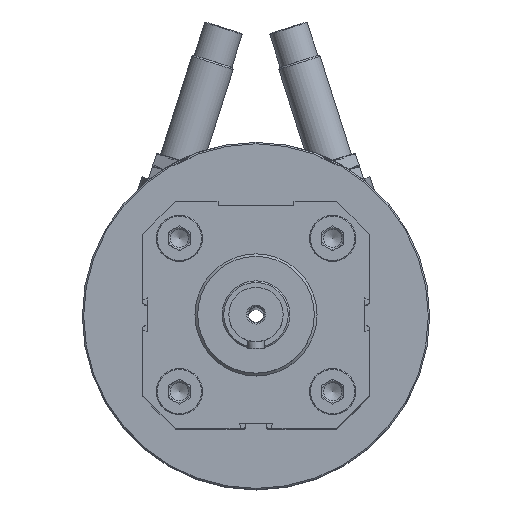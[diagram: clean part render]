
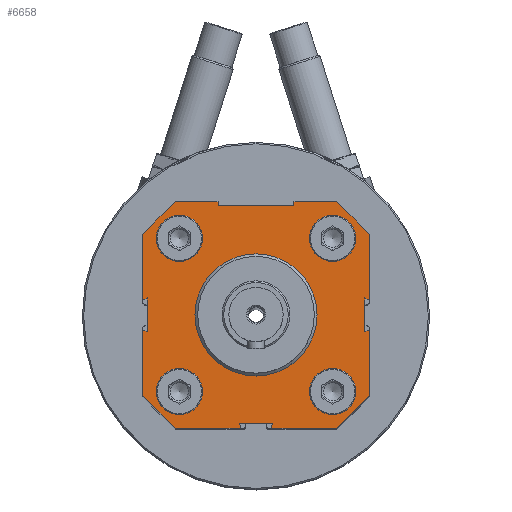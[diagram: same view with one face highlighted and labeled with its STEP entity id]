
A CAD part, top view. The second image highlights one B-rep face of the part: STEP entity #6658.
In plain terms, the highlighted face is planar.
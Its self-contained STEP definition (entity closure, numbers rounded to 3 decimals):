
#345=LINE('',#10204,#878);
#346=LINE('',#10207,#879);
#347=LINE('',#10209,#880);
#348=LINE('',#10211,#881);
#349=LINE('',#10213,#882);
#350=LINE('',#10215,#883);
#351=LINE('',#10217,#884);
#352=LINE('',#10219,#885);
#353=LINE('',#10221,#886);
#354=LINE('',#10223,#887);
#355=LINE('',#10225,#888);
#356=LINE('',#10227,#889);
#357=LINE('',#10229,#890);
#358=LINE('',#10231,#891);
#359=LINE('',#10233,#892);
#360=LINE('',#10235,#893);
#361=LINE('',#10237,#894);
#362=LINE('',#10239,#895);
#363=LINE('',#10241,#896);
#364=LINE('',#10243,#897);
#365=LINE('',#10245,#898);
#366=LINE('',#10247,#899);
#367=LINE('',#10249,#900);
#368=LINE('',#10251,#901);
#878=VECTOR('',#8037,1000.);
#879=VECTOR('',#8038,1000.);
#880=VECTOR('',#8039,1000.);
#881=VECTOR('',#8040,1000.);
#882=VECTOR('',#8041,1000.);
#883=VECTOR('',#8042,1000.);
#884=VECTOR('',#8043,1000.);
#885=VECTOR('',#8044,1000.);
#886=VECTOR('',#8045,1000.);
#887=VECTOR('',#8046,1000.);
#888=VECTOR('',#8047,1000.);
#889=VECTOR('',#8048,1000.);
#890=VECTOR('',#8049,1000.);
#891=VECTOR('',#8050,1000.);
#892=VECTOR('',#8051,1000.);
#893=VECTOR('',#8052,1000.);
#894=VECTOR('',#8053,1000.);
#895=VECTOR('',#8054,1000.);
#896=VECTOR('',#8055,1000.);
#897=VECTOR('',#8056,1000.);
#898=VECTOR('',#8057,1000.);
#899=VECTOR('',#8058,1000.);
#900=VECTOR('',#8059,1000.);
#901=VECTOR('',#8060,1000.);
#1411=ORIENTED_EDGE('',*,*,#3261,.F.);
#1412=ORIENTED_EDGE('',*,*,#3262,.F.);
#1413=ORIENTED_EDGE('',*,*,#3263,.F.);
#1414=ORIENTED_EDGE('',*,*,#3264,.F.);
#1415=ORIENTED_EDGE('',*,*,#3265,.F.);
#1416=ORIENTED_EDGE('',*,*,#3266,.F.);
#1417=ORIENTED_EDGE('',*,*,#3267,.F.);
#1418=ORIENTED_EDGE('',*,*,#3268,.F.);
#1419=ORIENTED_EDGE('',*,*,#3269,.F.);
#1420=ORIENTED_EDGE('',*,*,#3270,.F.);
#1421=ORIENTED_EDGE('',*,*,#3271,.F.);
#1422=ORIENTED_EDGE('',*,*,#3272,.F.);
#1423=ORIENTED_EDGE('',*,*,#3273,.F.);
#1424=ORIENTED_EDGE('',*,*,#3274,.F.);
#1425=ORIENTED_EDGE('',*,*,#3275,.F.);
#1426=ORIENTED_EDGE('',*,*,#3276,.F.);
#1427=ORIENTED_EDGE('',*,*,#3277,.F.);
#1428=ORIENTED_EDGE('',*,*,#3278,.F.);
#1429=ORIENTED_EDGE('',*,*,#3279,.F.);
#1430=ORIENTED_EDGE('',*,*,#3280,.F.);
#1431=ORIENTED_EDGE('',*,*,#3281,.F.);
#1432=ORIENTED_EDGE('',*,*,#3282,.F.);
#1433=ORIENTED_EDGE('',*,*,#3283,.F.);
#1434=ORIENTED_EDGE('',*,*,#3284,.F.);
#1435=ORIENTED_EDGE('',*,*,#3285,.F.);
#1436=ORIENTED_EDGE('',*,*,#3286,.F.);
#1437=ORIENTED_EDGE('',*,*,#3287,.F.);
#1438=ORIENTED_EDGE('',*,*,#3288,.F.);
#1439=ORIENTED_EDGE('',*,*,#3289,.F.);
#3261=EDGE_CURVE('',#4186,#4186,#4843,.T.);
#3262=EDGE_CURVE('',#4187,#4187,#4844,.T.);
#3263=EDGE_CURVE('',#4188,#4188,#4845,.F.);
#3264=EDGE_CURVE('',#4189,#4190,#345,.T.);
#3265=EDGE_CURVE('',#4191,#4189,#346,.T.);
#3266=EDGE_CURVE('',#4192,#4191,#347,.T.);
#3267=EDGE_CURVE('',#4193,#4192,#348,.T.);
#3268=EDGE_CURVE('',#4194,#4193,#349,.T.);
#3269=EDGE_CURVE('',#4195,#4194,#350,.T.);
#3270=EDGE_CURVE('',#4196,#4195,#351,.T.);
#3271=EDGE_CURVE('',#4197,#4196,#352,.T.);
#3272=EDGE_CURVE('',#4198,#4197,#353,.T.);
#3273=EDGE_CURVE('',#4199,#4198,#354,.T.);
#3274=EDGE_CURVE('',#4200,#4199,#355,.T.);
#3275=EDGE_CURVE('',#4201,#4200,#356,.T.);
#3276=EDGE_CURVE('',#4202,#4201,#357,.T.);
#3277=EDGE_CURVE('',#4203,#4202,#358,.T.);
#3278=EDGE_CURVE('',#4204,#4203,#359,.T.);
#3279=EDGE_CURVE('',#4205,#4204,#360,.T.);
#3280=EDGE_CURVE('',#4206,#4205,#361,.T.);
#3281=EDGE_CURVE('',#4207,#4206,#362,.T.);
#3282=EDGE_CURVE('',#4208,#4207,#363,.T.);
#3283=EDGE_CURVE('',#4209,#4208,#364,.T.);
#3284=EDGE_CURVE('',#4210,#4209,#365,.T.);
#3285=EDGE_CURVE('',#4211,#4210,#366,.T.);
#3286=EDGE_CURVE('',#4212,#4211,#367,.T.);
#3287=EDGE_CURVE('',#4190,#4212,#368,.T.);
#3288=EDGE_CURVE('',#4213,#4213,#4846,.T.);
#3289=EDGE_CURVE('',#4214,#4214,#4847,.T.);
#4186=VERTEX_POINT('',#10199);
#4187=VERTEX_POINT('',#10201);
#4188=VERTEX_POINT('',#10203);
#4189=VERTEX_POINT('',#10205);
#4190=VERTEX_POINT('',#10206);
#4191=VERTEX_POINT('',#10208);
#4192=VERTEX_POINT('',#10210);
#4193=VERTEX_POINT('',#10212);
#4194=VERTEX_POINT('',#10214);
#4195=VERTEX_POINT('',#10216);
#4196=VERTEX_POINT('',#10218);
#4197=VERTEX_POINT('',#10220);
#4198=VERTEX_POINT('',#10222);
#4199=VERTEX_POINT('',#10224);
#4200=VERTEX_POINT('',#10226);
#4201=VERTEX_POINT('',#10228);
#4202=VERTEX_POINT('',#10230);
#4203=VERTEX_POINT('',#10232);
#4204=VERTEX_POINT('',#10234);
#4205=VERTEX_POINT('',#10236);
#4206=VERTEX_POINT('',#10238);
#4207=VERTEX_POINT('',#10240);
#4208=VERTEX_POINT('',#10242);
#4209=VERTEX_POINT('',#10244);
#4210=VERTEX_POINT('',#10246);
#4211=VERTEX_POINT('',#10248);
#4212=VERTEX_POINT('',#10250);
#4213=VERTEX_POINT('',#10253);
#4214=VERTEX_POINT('',#10255);
#4843=CIRCLE('',#7211,8.5);
#4844=CIRCLE('',#7212,8.5);
#4845=CIRCLE('',#7213,22.5);
#4846=CIRCLE('',#7214,8.5);
#4847=CIRCLE('',#7215,8.5);
#5207=EDGE_LOOP('',(#1411));
#5208=EDGE_LOOP('',(#1412));
#5209=EDGE_LOOP('',(#1413));
#5210=EDGE_LOOP('',(#1414,#1415,#1416,#1417,#1418,#1419,#1420,#1421,#1422,
#1423,#1424,#1425,#1426,#1427,#1428,#1429,#1430,#1431,#1432,#1433,#1434,
#1435,#1436,#1437));
#5211=EDGE_LOOP('',(#1438));
#5212=EDGE_LOOP('',(#1439));
#5814=FACE_BOUND('',#5207,.T.);
#5815=FACE_BOUND('',#5208,.T.);
#5816=FACE_BOUND('',#5209,.T.);
#5817=FACE_BOUND('',#5210,.T.);
#5818=FACE_BOUND('',#5211,.T.);
#5819=FACE_BOUND('',#5212,.T.);
#6428=PLANE('',#7210);
#6658=ADVANCED_FACE('',(#5814,#5815,#5816,#5817,#5818,#5819),#6428,.F.);
#7210=AXIS2_PLACEMENT_3D('',#10197,#8029,#8030);
#7211=AXIS2_PLACEMENT_3D('',#10198,#8031,#8032);
#7212=AXIS2_PLACEMENT_3D('',#10200,#8033,#8034);
#7213=AXIS2_PLACEMENT_3D('',#10202,#8035,#8036);
#7214=AXIS2_PLACEMENT_3D('',#10252,#8061,#8062);
#7215=AXIS2_PLACEMENT_3D('',#10254,#8063,#8064);
#8029=DIRECTION('',(1.,0.,0.));
#8030=DIRECTION('',(0.,0.,-1.));
#8031=DIRECTION('',(-1.,0.,0.));
#8032=DIRECTION('',(0.,0.,1.));
#8033=DIRECTION('',(-1.,0.,0.));
#8034=DIRECTION('',(0.,0.,1.));
#8035=DIRECTION('',(1.,0.,0.));
#8036=DIRECTION('',(0.,0.,-1.));
#8037=DIRECTION('',(0.,-1.,0.));
#8038=DIRECTION('',(0.,0.429,0.903));
#8039=DIRECTION('',(0.,-1.,0.));
#8040=DIRECTION('',(0.,0.429,-0.903));
#8041=DIRECTION('',(0.,-1.,0.));
#8042=DIRECTION('',(0.,-0.707,0.707));
#8043=DIRECTION('',(0.,0.,1.));
#8044=DIRECTION('',(0.,0.996,0.087));
#8045=DIRECTION('',(0.,0.,1.));
#8046=DIRECTION('',(0.,-0.996,0.087));
#8047=DIRECTION('',(0.,0.,1.));
#8048=DIRECTION('',(0.,0.707,0.707));
#8049=DIRECTION('',(0.,1.,0.));
#8050=DIRECTION('',(0.,-0.429,-0.903));
#8051=DIRECTION('',(0.,1.,0.));
#8052=DIRECTION('',(0.,-0.429,0.903));
#8053=DIRECTION('',(0.,1.,0.));
#8054=DIRECTION('',(0.,0.707,-0.707));
#8055=DIRECTION('',(0.,0.,-1.));
#8056=DIRECTION('',(0.,-0.903,0.429));
#8057=DIRECTION('',(0.,0.,-1.));
#8058=DIRECTION('',(0.,0.903,0.429));
#8059=DIRECTION('',(0.,0.,-1.));
#8060=DIRECTION('',(0.,-0.707,-0.707));
#8061=DIRECTION('',(-1.,0.,0.));
#8062=DIRECTION('',(0.,0.,1.));
#8063=DIRECTION('',(-1.,0.,0.));
#8064=DIRECTION('',(0.,0.,1.));
#10197=CARTESIAN_POINT('',(-357.5,0.,0.));
#10198=CARTESIAN_POINT('',(-357.5,-28.25,28.25));
#10199=CARTESIAN_POINT('',(-357.5,-28.25,36.75));
#10200=CARTESIAN_POINT('',(-357.5,28.25,-28.25));
#10201=CARTESIAN_POINT('',(-357.5,28.25,-19.75));
#10202=CARTESIAN_POINT('',(-357.5,0.,0.));
#10203=CARTESIAN_POINT('',(-357.5,0.,-22.5));
#10204=CARTESIAN_POINT('',(-357.5,-5.469,41.75));
#10205=CARTESIAN_POINT('',(-357.5,-5.469,41.75));
#10206=CARTESIAN_POINT('',(-357.5,-29.75,41.75));
#10207=CARTESIAN_POINT('',(-357.5,-6.263,40.08));
#10208=CARTESIAN_POINT('',(-357.5,-6.263,40.08));
#10209=CARTESIAN_POINT('',(-357.5,6.263,40.08));
#10210=CARTESIAN_POINT('',(-357.5,6.263,40.08));
#10211=CARTESIAN_POINT('',(-357.5,5.469,41.75));
#10212=CARTESIAN_POINT('',(-357.5,5.469,41.75));
#10213=CARTESIAN_POINT('',(-357.5,29.75,41.75));
#10214=CARTESIAN_POINT('',(-357.5,29.75,41.75));
#10215=CARTESIAN_POINT('',(-357.5,41.75,29.75));
#10216=CARTESIAN_POINT('',(-357.5,41.75,29.75));
#10217=CARTESIAN_POINT('',(-357.5,41.75,14.));
#10218=CARTESIAN_POINT('',(-357.5,41.75,14.));
#10219=CARTESIAN_POINT('',(-357.5,40.247,13.869));
#10220=CARTESIAN_POINT('',(-357.5,40.247,13.869));
#10221=CARTESIAN_POINT('',(-357.5,40.247,-13.869));
#10222=CARTESIAN_POINT('',(-357.5,40.247,-13.869));
#10223=CARTESIAN_POINT('',(-357.5,41.75,-14.));
#10224=CARTESIAN_POINT('',(-357.5,41.75,-14.));
#10225=CARTESIAN_POINT('',(-357.5,41.75,-29.75));
#10226=CARTESIAN_POINT('',(-357.5,41.75,-29.75));
#10227=CARTESIAN_POINT('',(-357.5,29.75,-41.75));
#10228=CARTESIAN_POINT('',(-357.5,29.75,-41.75));
#10229=CARTESIAN_POINT('',(-357.5,5.469,-41.75));
#10230=CARTESIAN_POINT('',(-357.5,5.469,-41.75));
#10231=CARTESIAN_POINT('',(-357.5,6.262,-40.08));
#10232=CARTESIAN_POINT('',(-357.5,6.262,-40.08));
#10233=CARTESIAN_POINT('',(-357.5,-6.263,-40.08));
#10234=CARTESIAN_POINT('',(-357.5,-6.263,-40.08));
#10235=CARTESIAN_POINT('',(-357.5,-5.469,-41.75));
#10236=CARTESIAN_POINT('',(-357.5,-5.469,-41.75));
#10237=CARTESIAN_POINT('',(-357.5,-29.75,-41.75));
#10238=CARTESIAN_POINT('',(-357.5,-29.75,-41.75));
#10239=CARTESIAN_POINT('',(-357.5,-41.75,-29.75));
#10240=CARTESIAN_POINT('',(-357.5,-41.75,-29.75));
#10241=CARTESIAN_POINT('',(-357.5,-41.75,-5.469));
#10242=CARTESIAN_POINT('',(-357.5,-41.75,-5.469));
#10243=CARTESIAN_POINT('',(-357.5,-40.08,-6.263));
#10244=CARTESIAN_POINT('',(-357.5,-40.08,-6.263));
#10245=CARTESIAN_POINT('',(-357.5,-40.08,6.263));
#10246=CARTESIAN_POINT('',(-357.5,-40.08,6.263));
#10247=CARTESIAN_POINT('',(-357.5,-41.75,5.469));
#10248=CARTESIAN_POINT('',(-357.5,-41.75,5.469));
#10249=CARTESIAN_POINT('',(-357.5,-41.75,29.75));
#10250=CARTESIAN_POINT('',(-357.5,-41.75,29.75));
#10251=CARTESIAN_POINT('',(-357.5,-29.75,41.75));
#10252=CARTESIAN_POINT('',(-357.5,-28.25,-28.25));
#10253=CARTESIAN_POINT('',(-357.5,-28.25,-19.75));
#10254=CARTESIAN_POINT('',(-357.5,28.25,28.25));
#10255=CARTESIAN_POINT('',(-357.5,28.25,36.75));
